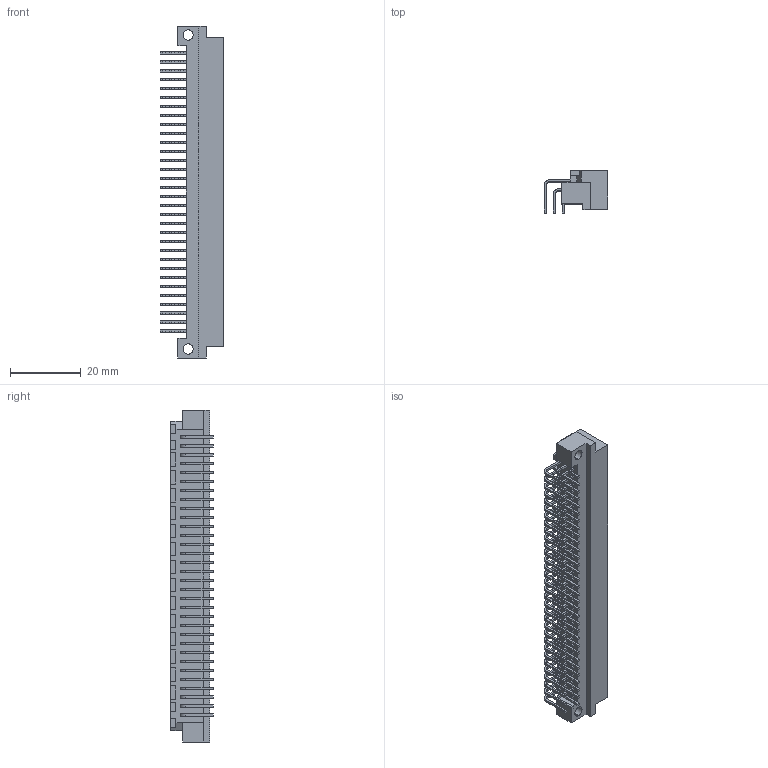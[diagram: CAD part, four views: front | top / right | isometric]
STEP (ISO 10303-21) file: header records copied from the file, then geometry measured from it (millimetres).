
FILE_DESCRIPTION (( 'STEP AP214' ), '1' );
FILE_NAME ('User Library-DIN41612-C-96-M-RA-1.STEP', '2021-08-04T06:55:22', ( '' ), ( '' ), 'SwSTEP 2.0', 'SolidWorks 2021', '' );
FILE_SCHEMA (( 'AUTOMOTIVE_DESIGN' ));
Length unit declared in the file: millimetre
Products named in the file (1): User Library-DIN41612-C-96-M-RA-1
Bounding box: 18.02 x 12.07 x 94 mm (x, y, z)
Volume: 5929.1 mm3; surface area: 11045.1 mm2
Topology: 2 solids, 2 shells, 1348 faces, 3912 edges, 2646 vertices
Faces by surface type: plane 1152, cylinder 196
Entity records: 59413 total; most frequent: CARTESIAN_POINT 8495, ORIENTED_EDGE 7824, DIRECTION 6965, EDGE_CURVE 3912, LINE 3483, VECTOR 3483, VERTEX_POINT 2646, AXIS2_PLACEMENT_3D 1741
